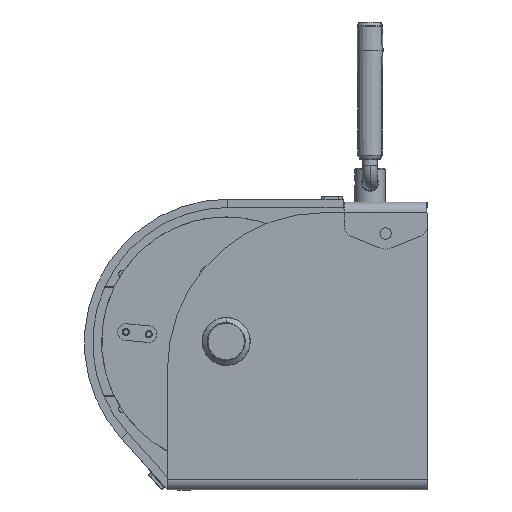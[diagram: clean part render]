
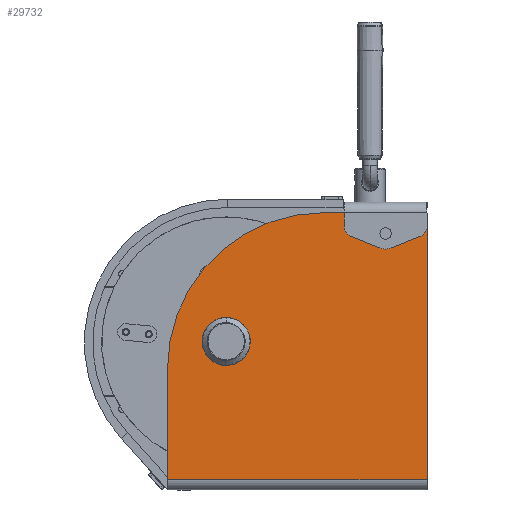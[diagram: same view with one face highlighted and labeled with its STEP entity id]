
A CAD part, left-side view. The second image highlights one B-rep face of the part: STEP entity #29732.
In plain terms, the highlighted planar face has unit normal (-1, 0, 0).
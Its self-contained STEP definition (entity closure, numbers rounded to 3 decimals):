
#291 = VERTEX_POINT ( 'NONE', #44861 ) ;
#2056 = EDGE_CURVE ( 'NONE', #16646, #38468, #12135, .T. ) ;
#2270 = CARTESIAN_POINT ( 'NONE',  ( -5., 201.165, 132.5 ) ) ;
#3708 = DIRECTION ( 'NONE',  ( 0., 0., -1. ) ) ;
#3712 = DIRECTION ( 'NONE',  ( 1., 0., 0. ) ) ;
#4181 = LINE ( 'NONE', #39213, #44006 ) ;
#5138 = DIRECTION ( 'NONE',  ( 0., 0., -1. ) ) ;
#5823 = CIRCLE ( 'NONE', #24022, 2. ) ;
#6906 = CARTESIAN_POINT ( 'NONE',  ( -5., 100., 117. ) ) ;
#7702 = DIRECTION ( 'NONE',  ( 1., 0., 0. ) ) ;
#8530 = EDGE_CURVE ( 'NONE', #28561, #17170, #40069, .T. ) ;
#9297 = VERTEX_POINT ( 'NONE', #35199 ) ;
#10754 = AXIS2_PLACEMENT_3D ( 'NONE', #31527, #7702, #35544 ) ;
#10898 = DIRECTION ( 'NONE',  ( 0., 0., 1. ) ) ;
#11318 = VERTEX_POINT ( 'NONE', #18482 ) ;
#11503 = CIRCLE ( 'NONE', #10754, 5.5 ) ;
#11549 = VECTOR ( 'NONE', #5138, 1000. ) ;
#12065 = EDGE_CURVE ( 'NONE', #16646, #48093, #4181, .T. ) ;
#12135 = LINE ( 'NONE', #19114, #22708 ) ;
#12959 = VECTOR ( 'NONE', #47151, 1000. ) ;
#15153 = EDGE_CURVE ( 'NONE', #38468, #34652, #5823, .T. ) ;
#16540 = FACE_BOUND ( 'NONE', #27901, .T. ) ;
#16646 = VERTEX_POINT ( 'NONE', #31519 ) ;
#16697 = ORIENTED_EDGE ( 'NONE', *, *, #16993, .T. ) ;
#16993 = EDGE_CURVE ( 'NONE', #24228, #48093, #22115, .T. ) ;
#17142 = CARTESIAN_POINT ( 'NONE',  ( -5., 40., 247. ) ) ;
#17170 = VERTEX_POINT ( 'NONE', #49988 ) ;
#18482 = CARTESIAN_POINT ( 'NONE',  ( -5., 100., 267. ) ) ;
#18612 = ORIENTED_EDGE ( 'NONE', *, *, #12065, .F. ) ;
#19114 = CARTESIAN_POINT ( 'NONE',  ( -5., 0., 267. ) ) ;
#19486 = DIRECTION ( 'NONE',  ( -1., 0., 0. ) ) ;
#19808 = EDGE_LOOP ( 'NONE', ( #43176, #32091 ) ) ;
#21004 = ORIENTED_EDGE ( 'NONE', *, *, #38007, .T. ) ;
#21136 = DIRECTION ( 'NONE',  ( 0., 0., -1. ) ) ;
#21759 = ORIENTED_EDGE ( 'NONE', *, *, #2056, .T. ) ;
#21944 = AXIS2_PLACEMENT_3D ( 'NONE', #6906, #34731, #10898 ) ;
#22115 = LINE ( 'NONE', #28934, #11549 ) ;
#22206 = EDGE_LOOP ( 'NONE', ( #21759, #29750, #25785, #21004, #16697, #18612 ) ) ;
#22708 = VECTOR ( 'NONE', #46984, 1000. ) ;
#23337 = DIRECTION ( 'NONE',  ( 0., 1., 0. ) ) ;
#23518 = LINE ( 'NONE', #31483, #12959 ) ;
#24022 = AXIS2_PLACEMENT_3D ( 'NONE', #43362, #19486, #47356 ) ;
#24228 = VERTEX_POINT ( 'NONE', #35601 ) ;
#24822 = DIRECTION ( 'NONE',  ( 0., 1., 0. ) ) ;
#25785 = ORIENTED_EDGE ( 'NONE', *, *, #35602, .T. ) ;
#25819 = CIRCLE ( 'NONE', #21944, 150. ) ;
#26638 = AXIS2_PLACEMENT_3D ( 'NONE', #27502, #3712, #31516 ) ;
#27494 = DIRECTION ( 'NONE',  ( 1., 0., 0. ) ) ;
#27502 = CARTESIAN_POINT ( 'NONE',  ( -5., 0., 5. ) ) ;
#27901 = EDGE_LOOP ( 'NONE', ( #29817, #42298 ) ) ;
#28359 = FACE_OUTER_BOUND ( 'NONE', #22206, .T. ) ;
#28561 = VERTEX_POINT ( 'NONE', #2270 ) ;
#28696 = CARTESIAN_POINT ( 'NONE',  ( -5., 250., 10. ) ) ;
#28925 = EDGE_CURVE ( 'NONE', #17170, #28561, #41512, .T. ) ;
#28934 = CARTESIAN_POINT ( 'NONE',  ( -5., 250., 5. ) ) ;
#29732 = ADVANCED_FACE ( 'NONE', ( #16540, #37710, #28359 ), #35351, .F. ) ;
#29750 = ORIENTED_EDGE ( 'NONE', *, *, #15153, .T. ) ;
#29817 = ORIENTED_EDGE ( 'NONE', *, *, #31747, .T. ) ;
#30891 = VECTOR ( 'NONE', #24822, 1000. ) ;
#31380 = AXIS2_PLACEMENT_3D ( 'NONE', #17142, #45008, #21136 ) ;
#31483 = CARTESIAN_POINT ( 'NONE',  ( -5., 250., 267. ) ) ;
#31516 = DIRECTION ( 'NONE',  ( 0., 0., -1. ) ) ;
#31519 = CARTESIAN_POINT ( 'NONE',  ( -5., 0., 10. ) ) ;
#31527 = CARTESIAN_POINT ( 'NONE',  ( -5., 40., 247. ) ) ;
#31747 = EDGE_CURVE ( 'NONE', #9297, #291, #11503, .T. ) ;
#32091 = ORIENTED_EDGE ( 'NONE', *, *, #28925, .T. ) ;
#34652 = VERTEX_POINT ( 'NONE', #36991 ) ;
#34692 = CARTESIAN_POINT ( 'NONE',  ( -5., 0., 265. ) ) ;
#34731 = DIRECTION ( 'NONE',  ( -1., 0., 0. ) ) ;
#35199 = CARTESIAN_POINT ( 'NONE',  ( -5., 40., 241.5 ) ) ;
#35351 = PLANE ( 'NONE',  #26638 ) ;
#35544 = DIRECTION ( 'NONE',  ( 0., 0., -1. ) ) ;
#35601 = CARTESIAN_POINT ( 'NONE',  ( -5., 250., 117. ) ) ;
#35602 = EDGE_CURVE ( 'NONE', #34652, #11318, #23518, .T. ) ;
#36991 = CARTESIAN_POINT ( 'NONE',  ( -5., 2., 267. ) ) ;
#37710 = FACE_BOUND ( 'NONE', #19808, .T. ) ;
#38007 = EDGE_CURVE ( 'NONE', #11318, #24228, #25819, .T. ) ;
#38468 = VERTEX_POINT ( 'NONE', #34692 ) ;
#39213 = CARTESIAN_POINT ( 'NONE',  ( -5., 0., 10. ) ) ;
#40069 = CIRCLE ( 'NONE', #50522, 13. ) ;
#41512 = LINE ( 'NONE', #48692, #30891 ) ;
#42298 = ORIENTED_EDGE ( 'NONE', *, *, #47067, .T. ) ;
#43176 = ORIENTED_EDGE ( 'NONE', *, *, #8530, .T. ) ;
#43362 = CARTESIAN_POINT ( 'NONE',  ( -5., 2., 265. ) ) ;
#44006 = VECTOR ( 'NONE', #23337, 1000. ) ;
#44861 = CARTESIAN_POINT ( 'NONE',  ( -5., 40., 252.5 ) ) ;
#45008 = DIRECTION ( 'NONE',  ( 1., 0., 0. ) ) ;
#46984 = DIRECTION ( 'NONE',  ( 0., 0., 1. ) ) ;
#47067 = EDGE_CURVE ( 'NONE', #291, #9297, #48131, .T. ) ;
#47151 = DIRECTION ( 'NONE',  ( 0., 1., 0. ) ) ;
#47356 = DIRECTION ( 'NONE',  ( 0., 0., -1. ) ) ;
#48093 = VERTEX_POINT ( 'NONE', #28696 ) ;
#48131 = CIRCLE ( 'NONE', #31380, 5.5 ) ;
#48692 = CARTESIAN_POINT ( 'NONE',  ( -5., 0., 132.5 ) ) ;
#49988 = CARTESIAN_POINT ( 'NONE',  ( -5., 185.835, 132.5 ) ) ;
#50522 = AXIS2_PLACEMENT_3D ( 'NONE', #51364, #27494, #3708 ) ;
#51364 = CARTESIAN_POINT ( 'NONE',  ( -5., 193.5, 143. ) ) ;
